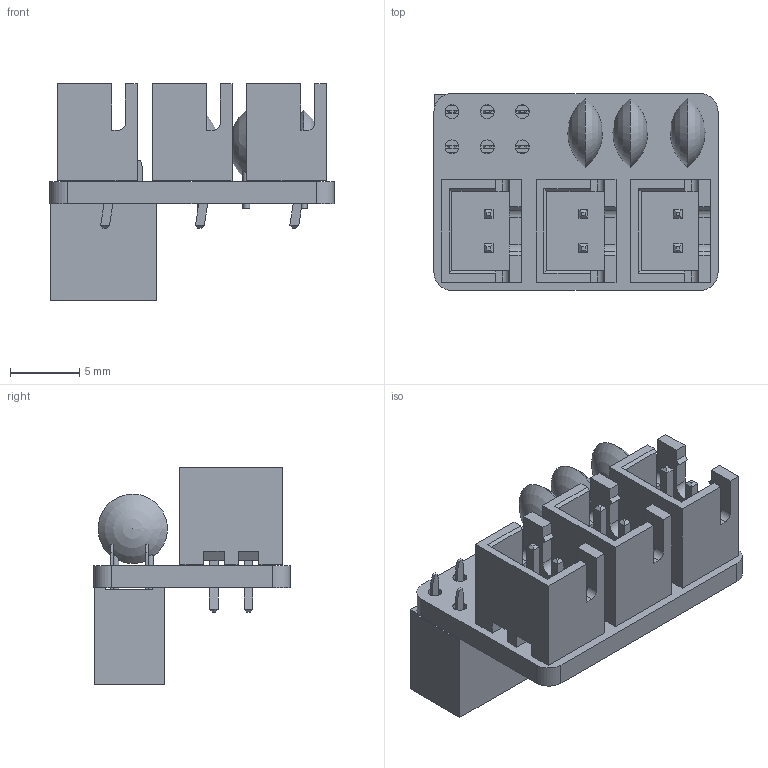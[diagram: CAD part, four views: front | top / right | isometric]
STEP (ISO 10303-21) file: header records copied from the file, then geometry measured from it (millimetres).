
FILE_DESCRIPTION(('KiCad electronic assembly'),'2;1');
FILE_NAME('ThermistorExpander-kicad.step','2022-01-05T18:37:47',( 'An Author'),('A Company'),'Open CASCADE STEP processor 7.5', 'KiCad to STEP converter','Unknown');
FILE_SCHEMA(('AUTOMOTIVE_DESIGN { 1 0 10303 214 1 1 1 1 }'));
Length unit declared in the file: millimetre
Products named in the file (8): Open CASCADE STEP translator 7.5 1; C_Disc_D5.0mm_W2.5mm_P2.50mm; SOLID; JST_XH_B02B-XH-A_1x02_P2.50mm_Vertical; PinSocket_2x03_P2.54mm_Vertical; COMPOUND
Assembly tree (11 placements, depth 3):
  Open CASCADE STEP translator 7.5 1
    C_Disc_D5.0mm_W2.5mm_P2.50mm  x3
      SOLID
    JST_XH_B02B-XH-A_1x02_P2.50mm_Vertical  x3
      SOLID
    PinSocket_2x03_P2.54mm_Vertical
      SOLID
    COMPOUND
Bounding box: 20.47 x 14.17 x 15.6 mm (x, y, z)
Volume: 1245.2 mm3; surface area: 2486.7 mm2
Topology: 8 solids, 8 shells, 509 faces, 1350 edges, 881 vertices
Faces by surface type: plane 463, cylinder 40, sphere 6
Full cylindrical faces by diameter (mm): 0.5 x6, 0.8 x6, 1 x6, 1.05 x6
Entity records: 23626 total; most frequent: CARTESIAN_POINT 4274, DIRECTION 3206, LINE 2376, VECTOR 2376, ORIENTED_EDGE 1672, PCURVE 1672, DEFINITIONAL_REPRESENTATION 1672, EDGE_CURVE 836
